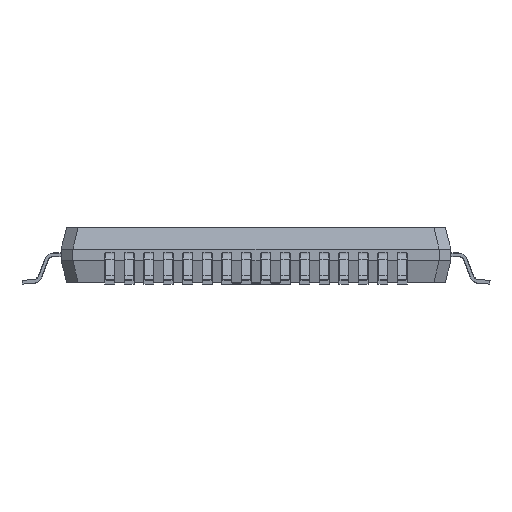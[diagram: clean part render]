
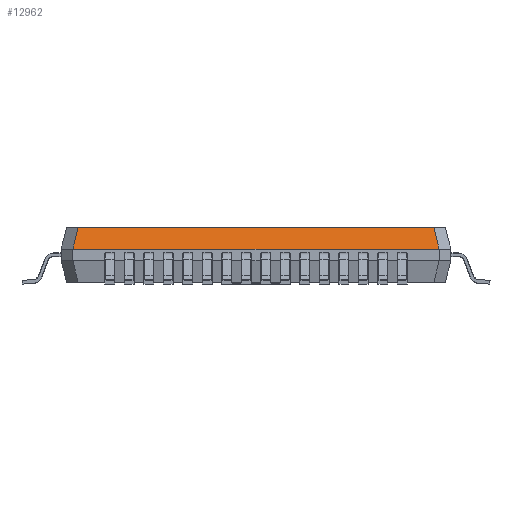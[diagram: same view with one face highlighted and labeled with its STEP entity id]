
A CAD part, front view. The second image highlights one B-rep face of the part: STEP entity #12962.
In plain terms, the highlighted planar face has unit normal (0, -0.966, 0.259).
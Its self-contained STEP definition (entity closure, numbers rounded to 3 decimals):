
#1552 = VECTOR ( 'NONE', #7179, 1000. ) ;
#1875 = EDGE_CURVE ( 'NONE', #15618, #9524, #11880, .T. ) ;
#1930 = EDGE_CURVE ( 'NONE', #9524, #9591, #4885, .T. ) ;
#3615 = AXIS2_PLACEMENT_3D ( 'NONE', #7382, #16228, #8605 ) ;
#3813 = EDGE_LOOP ( 'NONE', ( #8081, #6270, #7315, #9378 ) ) ;
#4294 = FACE_OUTER_BOUND ( 'NONE', #3813, .T. ) ;
#4439 = VECTOR ( 'NONE', #12942, 1000. ) ;
#4552 = DIRECTION ( 'NONE',  ( 0.232, -0.252, -0.94 ) ) ;
#4885 = LINE ( 'NONE', #6356, #11255 ) ;
#5249 = VECTOR ( 'NONE', #4552, 1000. ) ;
#6270 = ORIENTED_EDGE ( 'NONE', *, *, #1930, .T. ) ;
#6342 = DIRECTION ( 'NONE',  ( 1., 0., 0. ) ) ;
#6356 = CARTESIAN_POINT ( 'NONE',  ( -5., -5., 0.9 ) ) ;
#6925 = CARTESIAN_POINT ( 'NONE',  ( -4.564, -4.853, 1.45 ) ) ;
#7179 = DIRECTION ( 'NONE',  ( -0.232, -0.252, -0.94 ) ) ;
#7315 = ORIENTED_EDGE ( 'NONE', *, *, #14792, .F. ) ;
#7382 = CARTESIAN_POINT ( 'NONE',  ( 0., -4.853, 1.45 ) ) ;
#7454 = CARTESIAN_POINT ( 'NONE',  ( 4.7, -5., 0.9 ) ) ;
#8065 = CARTESIAN_POINT ( 'NONE',  ( -4.7, -5., 0.9 ) ) ;
#8081 = ORIENTED_EDGE ( 'NONE', *, *, #1875, .T. ) ;
#8605 = DIRECTION ( 'NONE',  ( 0., -0.259, -0.966 ) ) ;
#8718 = CARTESIAN_POINT ( 'NONE',  ( -4.564, -4.853, 1.45 ) ) ;
#9058 = EDGE_CURVE ( 'NONE', #13883, #15618, #14606, .T. ) ;
#9378 = ORIENTED_EDGE ( 'NONE', *, *, #9058, .T. ) ;
#9524 = VERTEX_POINT ( 'NONE', #8065 ) ;
#9591 = VERTEX_POINT ( 'NONE', #7454 ) ;
#9834 = PLANE ( 'NONE',  #3615 ) ;
#10951 = CARTESIAN_POINT ( 'NONE',  ( 4.564, -4.853, 1.45 ) ) ;
#11255 = VECTOR ( 'NONE', #6342, 1000. ) ;
#11880 = LINE ( 'NONE', #6925, #1552 ) ;
#12261 = CARTESIAN_POINT ( 'NONE',  ( 4.564, -4.853, 1.45 ) ) ;
#12942 = DIRECTION ( 'NONE',  ( -1., 0., 0. ) ) ;
#12956 = CARTESIAN_POINT ( 'NONE',  ( 0., -4.853, 1.45 ) ) ;
#12962 = ADVANCED_FACE ( 'NONE', ( #4294 ), #9834, .T. ) ;
#13883 = VERTEX_POINT ( 'NONE', #10951 ) ;
#14606 = LINE ( 'NONE', #12956, #4439 ) ;
#14792 = EDGE_CURVE ( 'NONE', #13883, #9591, #14968, .T. ) ;
#14968 = LINE ( 'NONE', #12261, #5249 ) ;
#15618 = VERTEX_POINT ( 'NONE', #8718 ) ;
#16228 = DIRECTION ( 'NONE',  ( 0., -0.966, 0.259 ) ) ;
